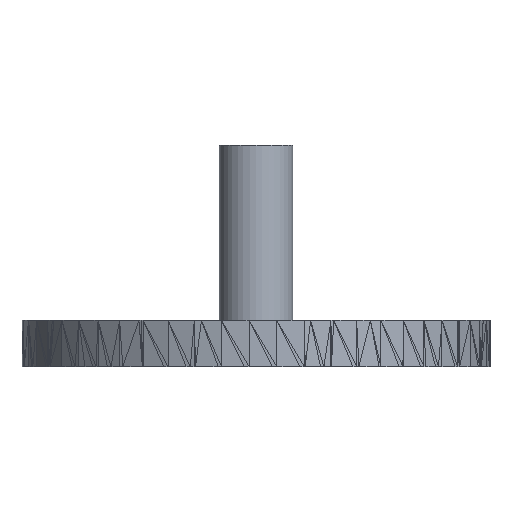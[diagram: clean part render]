
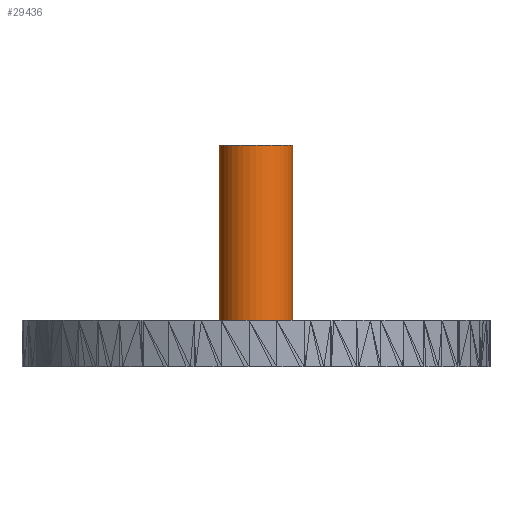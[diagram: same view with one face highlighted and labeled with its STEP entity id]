
A CAD part, front view. The second image highlights one B-rep face of the part: STEP entity #29436.
In plain terms, the highlighted cylindrical face has radius 4 mm (diameter 8 mm), a full revolution.
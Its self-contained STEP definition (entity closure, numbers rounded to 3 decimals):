
#2533=FACE_OUTER_BOUND('',#5043,.T.);
#5043=EDGE_LOOP('',(#21305,#21306,#21307,#21308));
#7562=LINE('',#43566,#11625);
#11625=VECTOR('',#34478,4.);
#15688=CIRCLE('',#31961,4.);
#15689=CIRCLE('',#31962,4.);
#15690=VERTEX_POINT('',#43563);
#15691=VERTEX_POINT('',#43565);
#17240=EDGE_CURVE('',#15690,#15690,#15688,.T.);
#17241=EDGE_CURVE('',#15690,#15691,#7562,.T.);
#17242=EDGE_CURVE('',#15691,#15691,#15689,.T.);
#21305=ORIENTED_EDGE('',*,*,#17240,.F.);
#21306=ORIENTED_EDGE('',*,*,#17241,.T.);
#21307=ORIENTED_EDGE('',*,*,#17242,.F.);
#21308=ORIENTED_EDGE('',*,*,#17241,.F.);
#29435=CYLINDRICAL_SURFACE('',#31960,4.);
#29436=ADVANCED_FACE('',(#2533),#29435,.T.);
#31960=AXIS2_PLACEMENT_3D('',#43562,#34474,#34475);
#31961=AXIS2_PLACEMENT_3D('',#43564,#34476,#34477);
#31962=AXIS2_PLACEMENT_3D('',#43567,#34479,#34480);
#34474=DIRECTION('center_axis',(0.,0.,1.));
#34475=DIRECTION('ref_axis',(1.,0.,0.));
#34476=DIRECTION('center_axis',(0.,0.,1.));
#34477=DIRECTION('ref_axis',(1.,0.,0.));
#34478=DIRECTION('',(0.,0.,-1.));
#34479=DIRECTION('center_axis',(0.,0.,-1.));
#34480=DIRECTION('ref_axis',(1.,0.,0.));
#43562=CARTESIAN_POINT('Origin',(1216.031,1215.087,46.533));
#43563=CARTESIAN_POINT('',(1212.031,1215.087,65.533));
#43564=CARTESIAN_POINT('Origin',(1216.031,1215.087,65.533));
#43565=CARTESIAN_POINT('',(1212.031,1215.087,46.533));
#43566=CARTESIAN_POINT('',(1212.031,1215.087,46.533));
#43567=CARTESIAN_POINT('Origin',(1216.031,1215.087,46.533));
